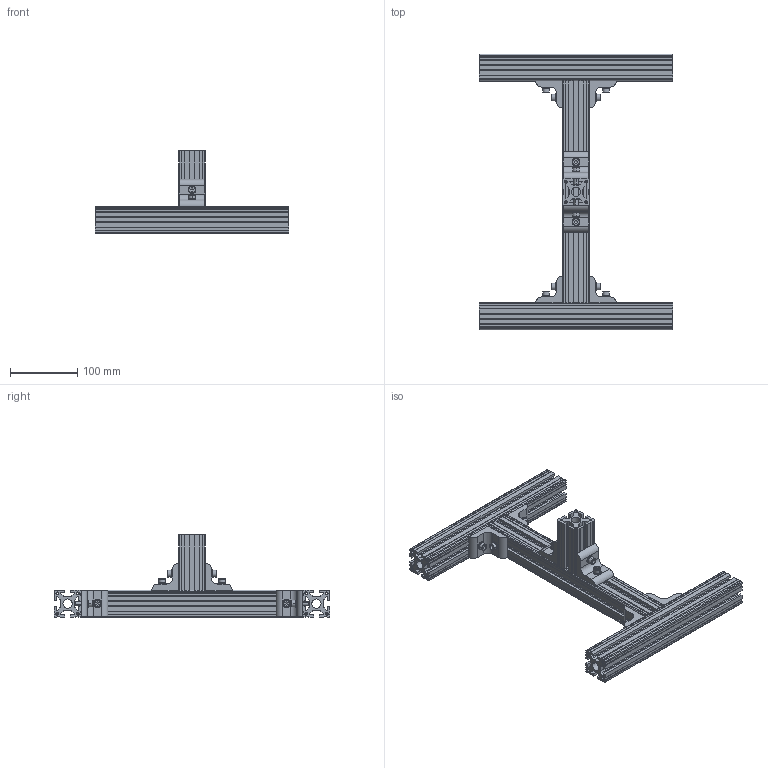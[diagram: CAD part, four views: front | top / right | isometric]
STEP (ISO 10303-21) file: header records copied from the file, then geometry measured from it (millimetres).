
FILE_DESCRIPTION(('CATIA V5 STEP Exchange'),'2;1');
FILE_NAME('ROSIE-001-02-00.stp','2024-03-08T15:36:10+00:00',('none'),('none'),'CATIA Version 5 Release 21 GA (IN-10)','CATIA V5 STEP AP214','none');
FILE_SCHEMA(('AUTOMOTIVE_DESIGN { 1 0 10303 214 1 1 1 1 }'));
Length unit declared in the file: millimetre
Products named in the file (7): ROSIE-001-02-00; ROSIE-001-02-01; ROSIE-001-02-02; ROSIE-001-02-03; ROSIE-001-02-04; DIN 127 - M6; DIN 912 - M6x20
Assembly tree (34 placements, depth 2):
  ROSIE-001-02-00
    ROSIE-001-02-01
    ROSIE-001-02-02  x2
    ROSIE-001-02-03
    ROSIE-001-02-04  x6
    DIN 127 - M6  x12
    DIN 912 - M6x20  x12
Bounding box: 288 x 410 x 122 mm (x, y, z)
Volume: 998028 mm3; surface area: 471984.8 mm2
Topology: 34 solids, 34 shells, 1140 faces, 2924 edges, 1904 vertices
Faces by surface type: plane 550, cylinder 418, cone 124, torus 48
Entity records: 13586 total; most frequent: ORIENTED_EDGE 2378, CARTESIAN_POINT 2358, DIRECTION 1813, EDGE_CURVE 1189, VECTOR 878, LINE 878, VERTEX_POINT 782, AXIS2_PLACEMENT_3D 618
